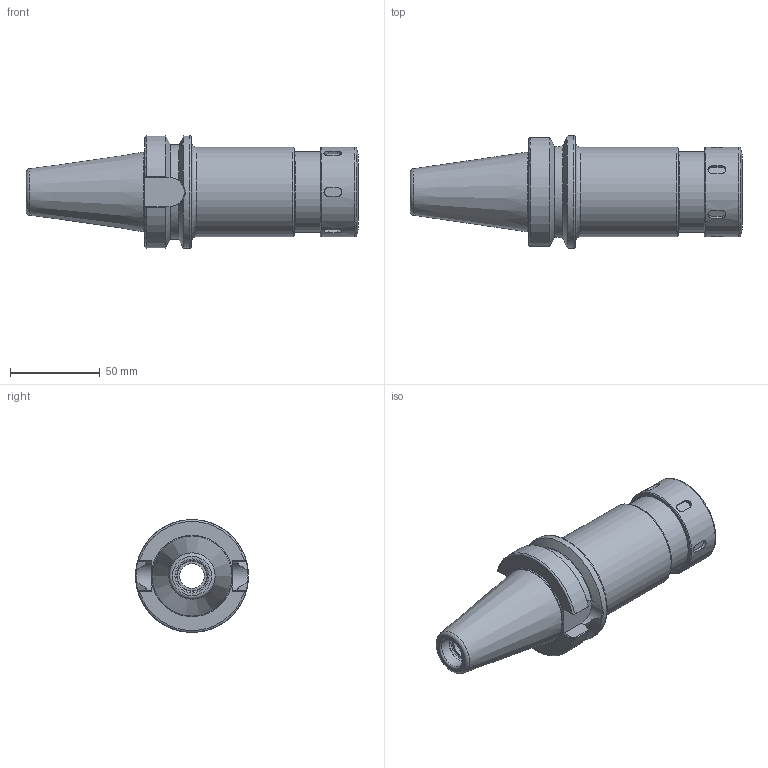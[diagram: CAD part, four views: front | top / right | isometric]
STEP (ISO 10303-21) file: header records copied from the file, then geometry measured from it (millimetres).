
FILE_DESCRIPTION(/* description */ (''),/* implementation_level */ '2;1');
FILE_NAME(/* name */ 'DBT40-SX25M-120.stp',/* time_stamp */ '2019-06-20T10:12:17-05:00',/* author */ ('ldfli'),/* organization */ (''),/* preprocessor_version */ 'ST-DEVELOPER v18',/* originating_system */ 'Autodesk Inventor LT',/* authorisation */ '');
FILE_SCHEMA (('AUTOMOTIVE_DESIGN { 1 0 10303 214 3 1 1 }'));
Length unit declared in the file: millimetre
Products named in the file (1): DBT40-SX25M-120
Bounding box: 185.4 x 63 x 63 mm (x, y, z)
Volume: 217513.1 mm3; surface area: 51565.3 mm2
Topology: 2 solids, 2 shells, 122 faces, 357 edges, 251 vertices
Faces by surface type: plane 49, cylinder 32, torus 21, cone 10, bspline 10
Full cylindrical faces by diameter (mm): 13.835 x1, 17 x1, 17.5 x1, 25.835 x1, 29 x1, 29.67 x1, 32.2 x1, 43.5 x1, 44.45 x1, 45 x1, 45.5 x1, 49.8 x1, 50 x1, 63 x1
Entity records: 4905 total; most frequent: CARTESIAN_POINT 1614, ORIENTED_EDGE 714, DIRECTION 661, EDGE_CURVE 357, AXIS2_PLACEMENT_3D 270, VERTEX_POINT 251, CIRCLE 157, EDGE_LOOP 138
